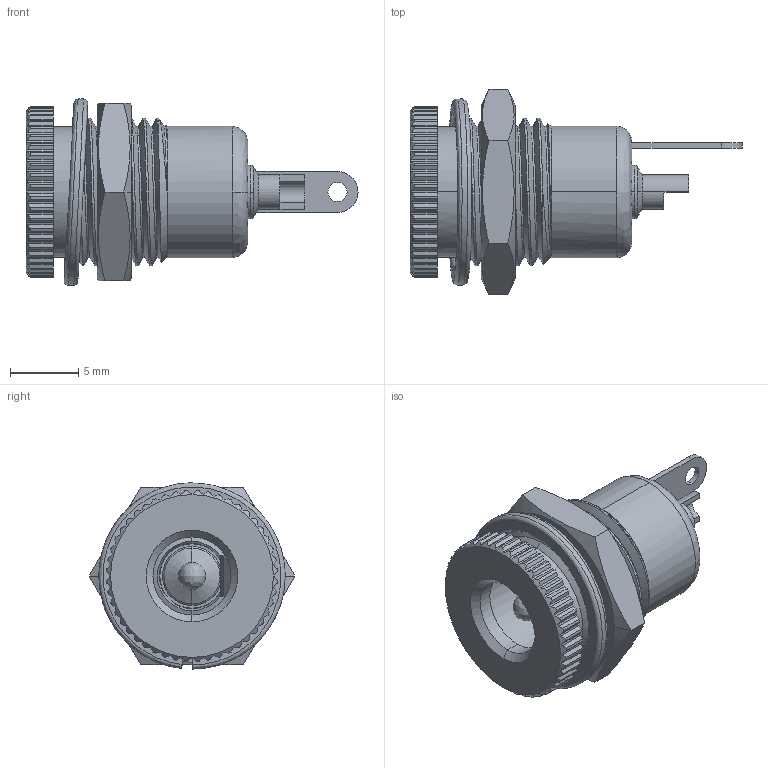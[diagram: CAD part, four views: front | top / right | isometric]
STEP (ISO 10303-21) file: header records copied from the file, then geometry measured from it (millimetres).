
FILE_DESCRIPTION (( 'STEP AP203' ), '1' );
FILE_NAME ('54-00063.STEP', '2020-10-09T16:10:55', ( '' ), ( '' ), 'SwSTEP 2.0', 'SolidWorks 2015', '' );
FILE_SCHEMA (( 'CONFIG_CONTROL_DESIGN' ));
Length unit declared in the file: millimetre
Products named in the file (10): 54-00063-3; 54-00063-5; 54-00063-8; 54-00063; 54-00063-4; 54-00063_Nickel Plating; 56-00001; 54-00063-6; 54-00063-1; 54-00063_ASM
Assembly tree (9 placements, depth 3):
  54-00063
    54-00063_Nickel Plating
    54-00063_ASM
      54-00063-1
      54-00063-3
      54-00063-4
      54-00063-5
      54-00063-8
    54-00063-6
    56-00001
Bounding box: 24.25 x 15.01 x 13.6 mm (x, y, z)
Volume: 1021.7 mm3; surface area: 2602.6 mm2
Topology: 8 solids, 8 shells, 391 faces, 1070 edges, 699 vertices
Faces by surface type: plane 188, cylinder 131, bspline 42, cone 30
Entity records: 19321 total; most frequent: CARTESIAN_POINT 9251, ORIENTED_EDGE 2132, DIRECTION 1528, EDGE_CURVE 1066, VERTEX_POINT 699, AXIS2_PLACEMENT_3D 588, B_SPLINE_CURVE_WITH_KNOTS 480, EDGE_LOOP 413
